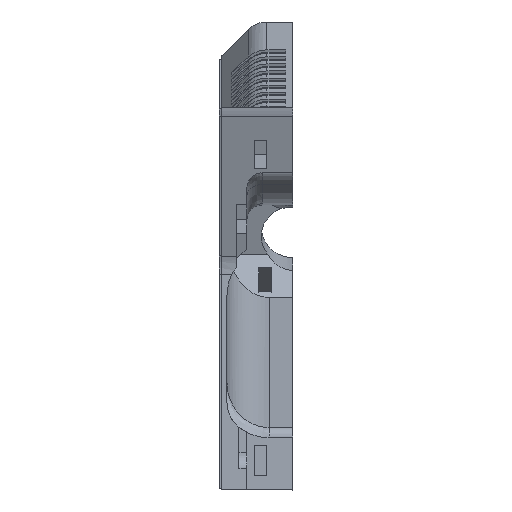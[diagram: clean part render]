
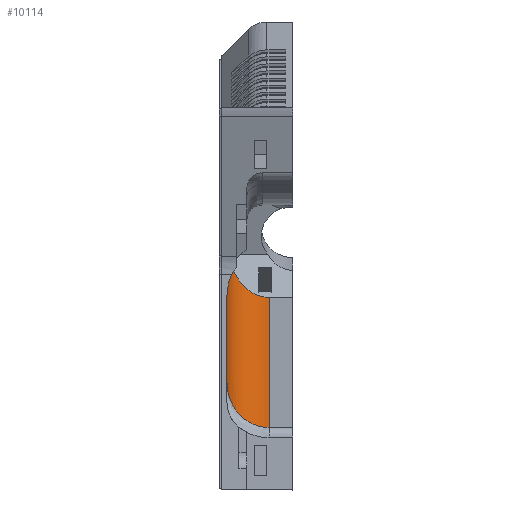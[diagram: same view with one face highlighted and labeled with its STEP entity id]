
A CAD part, top view. The second image highlights one B-rep face of the part: STEP entity #10114.
In plain terms, the highlighted cylindrical face has radius 8 mm (diameter 16 mm), a partial arc.
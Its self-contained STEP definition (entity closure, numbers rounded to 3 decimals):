
#135=CYLINDRICAL_SURFACE('',#10821,8.);
#186=ELLIPSE('',#10544,13.557,8.);
#187=ELLIPSE('',#10661,11.336,8.);
#188=ELLIPSE('',#10714,8.558,8.);
#911=FACE_OUTER_BOUND('',#1446,.T.);
#1446=EDGE_LOOP('',(#9046,#9047,#9048,#9049,#9050));
#2700=LINE('',#19640,#3820);
#2701=LINE('',#19642,#3821);
#3820=VECTOR('',#13320,10.);
#3821=VECTOR('',#13323,10.);
#4495=VERTEX_POINT('',#15816);
#4496=VERTEX_POINT('',#15818);
#4636=VERTEX_POINT('',#17375);
#4735=VERTEX_POINT('',#17826);
#4736=VERTEX_POINT('',#17827);
#5728=EDGE_CURVE('',#4496,#4495,#186,.T.);
#5989=EDGE_CURVE('',#4495,#4636,#187,.T.);
#6120=EDGE_CURVE('',#4735,#4736,#188,.T.);
#6279=EDGE_CURVE('',#4636,#4736,#2700,.T.);
#6280=EDGE_CURVE('',#4735,#4496,#2701,.T.);
#9046=ORIENTED_EDGE('',*,*,#6279,.T.);
#9047=ORIENTED_EDGE('',*,*,#6120,.F.);
#9048=ORIENTED_EDGE('',*,*,#6280,.T.);
#9049=ORIENTED_EDGE('',*,*,#5728,.T.);
#9050=ORIENTED_EDGE('',*,*,#5989,.T.);
#10114=ADVANCED_FACE('',(#911),#135,.F.);
#10544=AXIS2_PLACEMENT_3D('',#15819,#12363,#12364);
#10661=AXIS2_PLACEMENT_3D('',#17377,#12782,#12783);
#10714=AXIS2_PLACEMENT_3D('',#17828,#12990,#12991);
#10821=AXIS2_PLACEMENT_3D('',#19641,#13321,#13322);
#12363=DIRECTION('center_axis',(0.,-0.601,
-0.799));
#12364=DIRECTION('ref_axis',(0.,-0.799,0.601));
#12782=DIRECTION('center_axis',(-0.707,0.248,-0.662));
#12783=DIRECTION('ref_axis',(-0.704,-0.164,0.691));
#12990=DIRECTION('center_axis',(0.,-0.068,
-0.998));
#12991=DIRECTION('ref_axis',(0.,-0.998,0.068));
#13320=DIRECTION('',(0.,-0.291,0.957));
#13321=DIRECTION('center_axis',(0.,0.291,
-0.957));
#13322=DIRECTION('ref_axis',(-0.707,-0.677,-0.206));
#13323=DIRECTION('',(0.,0.291,-0.957));
#15816=CARTESIAN_POINT('',(-11.931,66.361,-104.818));
#15818=CARTESIAN_POINT('',(-4.5,59.536,-99.69));
#15819=CARTESIAN_POINT('Origin',(-4.5,70.375,-107.834));
#17375=CARTESIAN_POINT('',(-12.5,68.976,-103.233));
#17377=CARTESIAN_POINT('Origin',(-4.5,71.308,-110.902));
#17826=CARTESIAN_POINT('',(-4.5,34.73,-18.118));
#17827=CARTESIAN_POINT('',(-12.5,43.269,-18.7));
#17828=CARTESIAN_POINT('Origin',(-4.5,43.269,-18.7));
#19640=CARTESIAN_POINT('',(-12.5,50.898,-43.786));
#19641=CARTESIAN_POINT('Origin',(-4.5,50.898,-43.786));
#19642=CARTESIAN_POINT('',(-4.5,43.244,-46.113));
